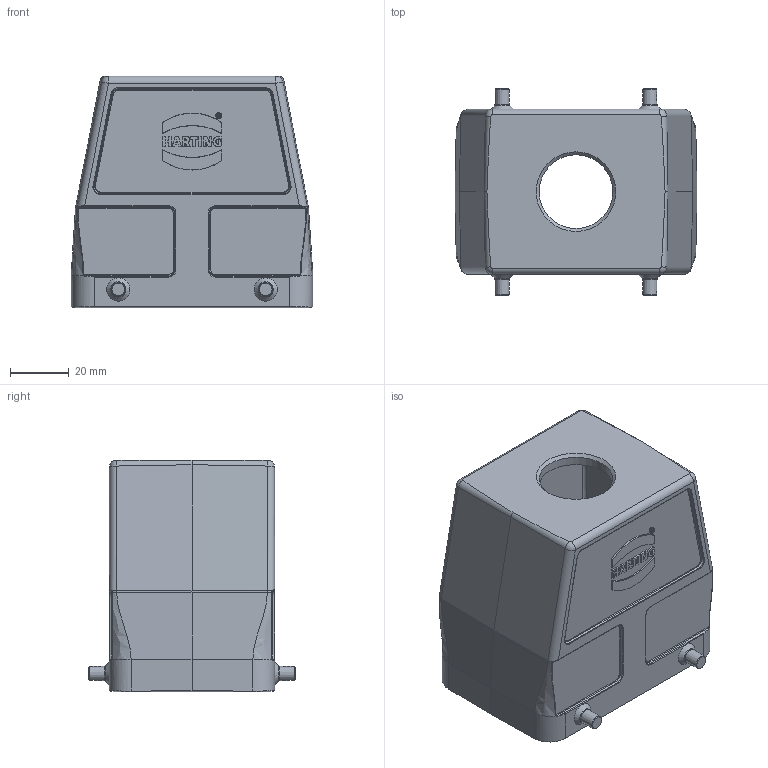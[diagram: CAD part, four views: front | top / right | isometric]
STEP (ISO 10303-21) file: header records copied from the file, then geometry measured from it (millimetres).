
FILE_DESCRIPTION(/* description */ (''),/* implementation_level */ '2;1');
FILE_NAME(/* name */ '100556364ugm000_d.stp',/* time_stamp */ '2017-11-06T07:13:38+01:00',/* author */ (''),/* organization */ (''),/* preprocessor_version */ 'ST-DEVELOPER v16',/* originating_system */ 'SIEMENS PLM Software NX 10.0',/* authorisation */ '');
FILE_SCHEMA (('AUTOMOTIVE_DESIGN { 1 0 10303 214 3 1 1 1 }'));
Length unit declared in the file: millimetre
Products named in the file (1): 100556364ugm000_d
Bounding box: 82 x 70.2 x 78.5 mm (x, y, z)
Volume: 78072.2 mm3; surface area: 46257.2 mm2
Topology: 1 solids, 1 shells, 639 faces, 1925 edges, 1651 vertices
Faces by surface type: plane 271, cylinder 171, bspline 140, cone 41, torus 12, sphere 4
Full cylindrical faces by diameter (mm): 3 x8, 25 x1
Entity records: 26078 total; most frequent: CARTESIAN_POINT 8452, ORIENTED_EDGE 2996, DIRECTION 2944, EDGE_CURVE 1498, AXIS2_PLACEMENT_3D 1018, VERTEX_POINT 941, LINE 908, VECTOR 908
